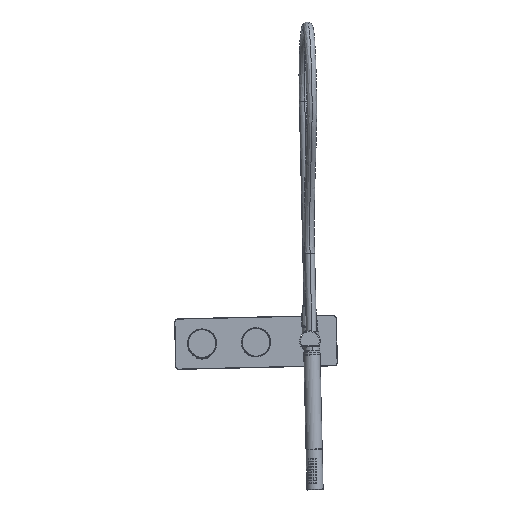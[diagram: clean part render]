
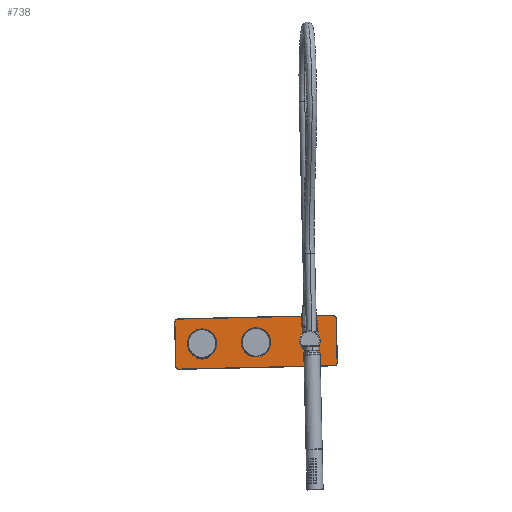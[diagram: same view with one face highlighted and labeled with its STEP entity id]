
A CAD part, top view. The second image highlights one B-rep face of the part: STEP entity #738.
In plain terms, the highlighted face is planar.
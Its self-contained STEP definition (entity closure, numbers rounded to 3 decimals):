
#1=CARTESIAN_POINT('',(-115.,-4.,32.5));
#2=DIRECTION('',(0.,-1.,0.));
#3=DIRECTION('',(0.,0.,1.));
#4=AXIS2_PLACEMENT_3D('',#1,#2,#3);
#6=CARTESIAN_POINT('',(115.,-4.,32.5));
#7=DIRECTION('',(0.,-1.,0.));
#8=DIRECTION('',(1.,0.,0.));
#9=AXIS2_PLACEMENT_3D('',#6,#7,#8);
#11=CARTESIAN_POINT('',(115.,-4.,-32.5));
#12=DIRECTION('',(0.,-1.,0.));
#13=DIRECTION('',(0.,0.,-1.));
#14=AXIS2_PLACEMENT_3D('',#11,#12,#13);
#16=CARTESIAN_POINT('',(-115.,-4.,-32.5));
#17=DIRECTION('',(0.,-1.,0.));
#18=DIRECTION('',(-1.,0.,0.));
#19=AXIS2_PLACEMENT_3D('',#16,#17,#18);
#21=CARTESIAN_POINT('',(80.,-4.,0.));
#22=DIRECTION('',(0.,1.,0.));
#23=DIRECTION('',(0.,0.,-1.));
#24=AXIS2_PLACEMENT_3D('',#21,#22,#23);
#26=CARTESIAN_POINT('',(80.,-4.,0.));
#27=DIRECTION('',(0.,1.,0.));
#28=DIRECTION('',(0.,0.,1.));
#29=AXIS2_PLACEMENT_3D('',#26,#27,#28);
#31=CARTESIAN_POINT('',(0.,-4.,0.));
#32=DIRECTION('',(0.,1.,0.));
#33=DIRECTION('',(0.,0.,-1.));
#34=AXIS2_PLACEMENT_3D('',#31,#32,#33);
#36=CARTESIAN_POINT('',(0.,-4.,0.));
#37=DIRECTION('',(0.,1.,0.));
#38=DIRECTION('',(0.,0.,1.));
#39=AXIS2_PLACEMENT_3D('',#36,#37,#38);
#41=CARTESIAN_POINT('',(-80.,-4.,0.));
#42=DIRECTION('',(0.,1.,0.));
#43=DIRECTION('',(1.,0.,0.));
#44=AXIS2_PLACEMENT_3D('',#41,#42,#43);
#46=CARTESIAN_POINT('',(-80.,-4.,0.));
#47=DIRECTION('',(0.,1.,0.));
#48=DIRECTION('',(-1.,0.,0.));
#49=AXIS2_PLACEMENT_3D('',#46,#47,#48);
#51=DIRECTION('',(0.,0.,1.));
#52=VECTOR('',#51,65.);
#53=CARTESIAN_POINT('',(-119.5,-4.,-32.5));
#54=LINE('',#53,#52);
#74=DIRECTION('',(1.,0.,0.));
#75=VECTOR('',#74,230.);
#76=CARTESIAN_POINT('',(-115.,-4.,37.));
#77=LINE('',#76,#75);
#101=DIRECTION('',(0.,0.,-1.));
#102=VECTOR('',#101,65.);
#103=CARTESIAN_POINT('',(119.5,-4.,32.5));
#104=LINE('',#103,#102);
#530=DIRECTION('',(-1.,0.,0.));
#531=VECTOR('',#530,230.);
#532=CARTESIAN_POINT('',(115.,-4.,-37.));
#533=LINE('',#532,#531);
#554=CARTESIAN_POINT('',(-115.,-4.,-37.));
#556=VERTEX_POINT('',#554);
#575=CARTESIAN_POINT('',(-115.,-4.,37.));
#576=CARTESIAN_POINT('',(115.,-4.,37.));
#577=VERTEX_POINT('',#575);
#578=VERTEX_POINT('',#576);
#579=CARTESIAN_POINT('',(-119.5,-4.,-32.5));
#580=CARTESIAN_POINT('',(-119.5,-4.,32.5));
#581=VERTEX_POINT('',#579);
#582=VERTEX_POINT('',#580);
#615=CARTESIAN_POINT('',(80.,-4.,21.75));
#616=CARTESIAN_POINT('',(80.,-4.,-21.75));
#617=VERTEX_POINT('',#615);
#618=VERTEX_POINT('',#616);
#623=CARTESIAN_POINT('',(119.5,-4.,32.5));
#624=VERTEX_POINT('',#623);
#627=CARTESIAN_POINT('',(0.,-4.,21.75));
#628=VERTEX_POINT('',#627);
#647=CARTESIAN_POINT('',(119.5,-4.,-32.5));
#648=VERTEX_POINT('',#647);
#661=CARTESIAN_POINT('',(0.,-4.,-21.75));
#662=VERTEX_POINT('',#661);
#679=CARTESIAN_POINT('',(115.,-4.,-37.));
#680=VERTEX_POINT('',#679);
#689=CARTESIAN_POINT('',(-64.45,-4.,0.));
#690=CARTESIAN_POINT('',(-95.55,-4.,0.));
#691=VERTEX_POINT('',#689);
#692=VERTEX_POINT('',#690);
#697=CARTESIAN_POINT('',(115.,-4.,-32.5));
#698=DIRECTION('',(0.,-1.,0.));
#699=DIRECTION('',(0.,0.,-1.));
#700=AXIS2_PLACEMENT_3D('',#697,#698,#699);
#701=PLANE('',#700);
#703=ORIENTED_EDGE('',*,*,#702,.T.);
#705=ORIENTED_EDGE('',*,*,#704,.F.);
#707=ORIENTED_EDGE('',*,*,#706,.T.);
#709=ORIENTED_EDGE('',*,*,#708,.F.);
#711=ORIENTED_EDGE('',*,*,#710,.T.);
#713=ORIENTED_EDGE('',*,*,#712,.F.);
#715=ORIENTED_EDGE('',*,*,#714,.T.);
#717=ORIENTED_EDGE('',*,*,#716,.F.);
#718=EDGE_LOOP('',(#703,#705,#707,#709,#711,#713,#715,#717));
#719=FACE_OUTER_BOUND('',#718,.F.);
#721=ORIENTED_EDGE('',*,*,#720,.F.);
#723=ORIENTED_EDGE('',*,*,#722,.F.);
#724=EDGE_LOOP('',(#721,#723));
#725=FACE_BOUND('',#724,.F.);
#727=ORIENTED_EDGE('',*,*,#726,.F.);
#729=ORIENTED_EDGE('',*,*,#728,.F.);
#730=EDGE_LOOP('',(#727,#729));
#731=FACE_BOUND('',#730,.F.);
#733=ORIENTED_EDGE('',*,*,#732,.F.);
#735=ORIENTED_EDGE('',*,*,#734,.F.);
#736=EDGE_LOOP('',(#733,#735));
#737=FACE_BOUND('',#736,.F.);
#738=ADVANCED_FACE('',(#719,#725,#731,#737),#701,.T.);
#5=CIRCLE('',#4,4.5);
#10=CIRCLE('',#9,4.5);
#15=CIRCLE('',#14,4.5);
#20=CIRCLE('',#19,4.5);
#25=CIRCLE('',#24,21.75);
#30=CIRCLE('',#29,21.75);
#35=CIRCLE('',#34,21.75);
#40=CIRCLE('',#39,21.75);
#45=CIRCLE('',#44,15.55);
#50=CIRCLE('',#49,15.55);
#702=EDGE_CURVE('',#581,#582,#54,.T.);
#704=EDGE_CURVE('',#577,#582,#5,.T.);
#706=EDGE_CURVE('',#577,#578,#77,.T.);
#708=EDGE_CURVE('',#624,#578,#10,.T.);
#710=EDGE_CURVE('',#624,#648,#104,.T.);
#712=EDGE_CURVE('',#680,#648,#15,.T.);
#714=EDGE_CURVE('',#680,#556,#533,.T.);
#716=EDGE_CURVE('',#581,#556,#20,.T.);
#720=EDGE_CURVE('',#618,#617,#25,.T.);
#722=EDGE_CURVE('',#617,#618,#30,.T.);
#726=EDGE_CURVE('',#662,#628,#35,.T.);
#728=EDGE_CURVE('',#628,#662,#40,.T.);
#732=EDGE_CURVE('',#691,#692,#45,.T.);
#734=EDGE_CURVE('',#692,#691,#50,.T.);
